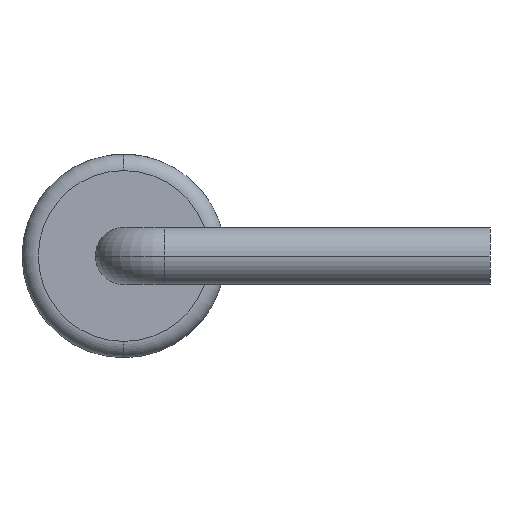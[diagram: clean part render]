
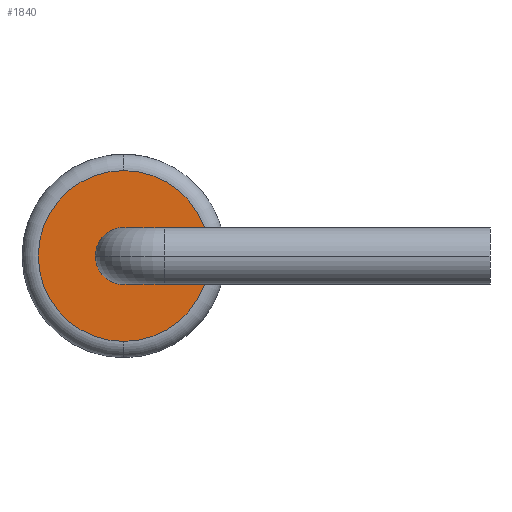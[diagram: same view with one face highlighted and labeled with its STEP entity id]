
A CAD part, left-side view. The second image highlights one B-rep face of the part: STEP entity #1840.
In plain terms, the highlighted planar face has unit normal (-1, 0, 0).
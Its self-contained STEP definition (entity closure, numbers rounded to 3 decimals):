
#3 = CARTESIAN_POINT ( 'NONE',  ( -2.248, 0., -0.35 ) ) ;
#125 = EDGE_LOOP ( 'NONE', ( #747, #1378 ) ) ;
#133 = AXIS2_PLACEMENT_3D ( 'NONE', #1429, #1072, #714 ) ;
#149 = VERTEX_POINT ( 'NONE', #808 ) ;
#256 = EDGE_LOOP ( 'NONE', ( #2113, #1830 ) ) ;
#260 = CARTESIAN_POINT ( 'NONE',  ( -2.248, 0., 0. ) ) ;
#378 = CARTESIAN_POINT ( 'NONE',  ( -2.248, 0., 1.05 ) ) ;
#416 = CARTESIAN_POINT ( 'NONE',  ( -2.248, 0., 0. ) ) ;
#664 = CIRCLE ( 'NONE', #133, 1.05 ) ;
#714 = DIRECTION ( 'NONE',  ( 0., 0., 1. ) ) ;
#716 = CIRCLE ( 'NONE', #858, 0.35 ) ;
#747 = ORIENTED_EDGE ( 'NONE', *, *, #2112, .T. ) ;
#789 = DIRECTION ( 'NONE',  ( 0., 0., -1. ) ) ;
#808 = CARTESIAN_POINT ( 'NONE',  ( -2.248, 0., -1.05 ) ) ;
#833 = FACE_OUTER_BOUND ( 'NONE', #125, .T. ) ;
#858 = AXIS2_PLACEMENT_3D ( 'NONE', #260, #1882, #2079 ) ;
#988 = DIRECTION ( 'NONE',  ( 1., 0., 0. ) ) ;
#1053 = AXIS2_PLACEMENT_3D ( 'NONE', #1731, #1380, #2084 ) ;
#1072 = DIRECTION ( 'NONE',  ( -1., 0., 0. ) ) ;
#1131 = FACE_BOUND ( 'NONE', #256, .T. ) ;
#1311 = PLANE ( 'NONE',  #1559 ) ;
#1375 = DIRECTION ( 'NONE',  ( 0., 0., 1. ) ) ;
#1378 = ORIENTED_EDGE ( 'NONE', *, *, #2080, .T. ) ;
#1380 = DIRECTION ( 'NONE',  ( -1., 0., 0. ) ) ;
#1429 = CARTESIAN_POINT ( 'NONE',  ( -2.248, 0., 0. ) ) ;
#1444 = VERTEX_POINT ( 'NONE', #3 ) ;
#1459 = CIRCLE ( 'NONE', #2311, 1.05 ) ;
#1559 = AXIS2_PLACEMENT_3D ( 'NONE', #416, #988, #789 ) ;
#1731 = CARTESIAN_POINT ( 'NONE',  ( -2.248, 0., 0. ) ) ;
#1734 = DIRECTION ( 'NONE',  ( -1., 0., 0. ) ) ;
#1748 = EDGE_CURVE ( 'NONE', #1444, #1869, #1964, .T. ) ;
#1830 = ORIENTED_EDGE ( 'NONE', *, *, #1748, .F. ) ;
#1840 = ADVANCED_FACE ( 'NONE', ( #1131, #833 ), #1311, .F. ) ;
#1869 = VERTEX_POINT ( 'NONE', #2025 ) ;
#1882 = DIRECTION ( 'NONE',  ( -1., 0., 0. ) ) ;
#1906 = EDGE_CURVE ( 'NONE', #1869, #1444, #716, .T. ) ;
#1964 = CIRCLE ( 'NONE', #1053, 0.35 ) ;
#2025 = CARTESIAN_POINT ( 'NONE',  ( -2.248, 0., 0.35 ) ) ;
#2079 = DIRECTION ( 'NONE',  ( 0., 0., 1. ) ) ;
#2080 = EDGE_CURVE ( 'NONE', #149, #2284, #1459, .T. ) ;
#2084 = DIRECTION ( 'NONE',  ( 0., 0., 1. ) ) ;
#2112 = EDGE_CURVE ( 'NONE', #2284, #149, #664, .T. ) ;
#2113 = ORIENTED_EDGE ( 'NONE', *, *, #1906, .F. ) ;
#2272 = CARTESIAN_POINT ( 'NONE',  ( -2.248, 0., 0. ) ) ;
#2284 = VERTEX_POINT ( 'NONE', #378 ) ;
#2311 = AXIS2_PLACEMENT_3D ( 'NONE', #2272, #1734, #1375 ) ;
